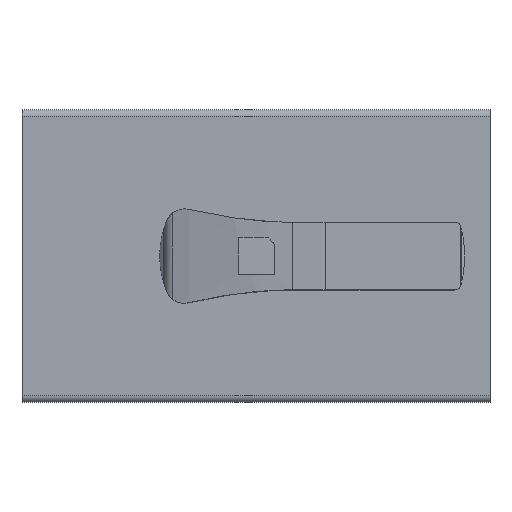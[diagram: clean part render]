
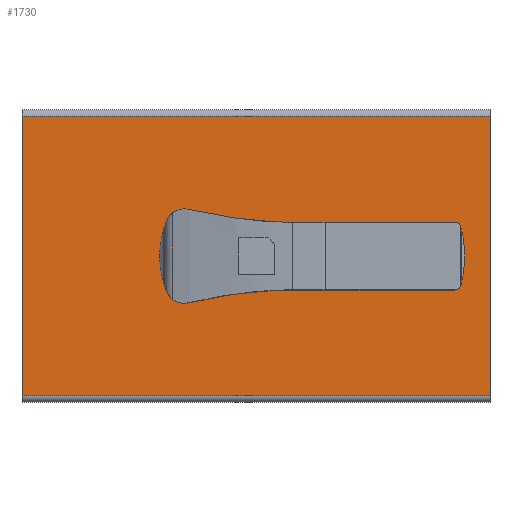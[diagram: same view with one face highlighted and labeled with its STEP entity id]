
A CAD part, top view. The second image highlights one B-rep face of the part: STEP entity #1730.
In plain terms, the highlighted planar face has unit normal (0, 0, 1).
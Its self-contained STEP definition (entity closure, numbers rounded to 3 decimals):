
#1584=CARTESIAN_POINT('',(0.0,-21.5,14.));
#1585=VERTEX_POINT('',#1584);
#1593=CARTESIAN_POINT('',(0.0,21.5,14.));
#1594=VERTEX_POINT('',#1593);
#1595=CARTESIAN_POINT('',(0.0,21.5,14.));
#1596=DIRECTION('',(0.0,-1.0,0.0));
#1597=VECTOR('',#1596,42.999);
#1598=LINE('',#1595,#1597);
#1599=EDGE_CURVE('',#1594,#1585,#1598,.T.);
#1687=CARTESIAN_POINT('',(72.0,21.5,14.));
#1688=VERTEX_POINT('',#1687);
#1689=CARTESIAN_POINT('',(72.0,21.5,14.));
#1690=DIRECTION('',(-1.0,0.0,0.0));
#1691=VECTOR('',#1690,72.0);
#1692=LINE('',#1689,#1691);
#1693=EDGE_CURVE('',#1688,#1594,#1692,.T.);
#1707=CARTESIAN_POINT('',(72.0,21.5,14.));
#1708=DIRECTION('',(0.0,0.0,1.0));
#1709=DIRECTION('',(1.0,0.0,0.0));
#1710=AXIS2_PLACEMENT_3D('',#1707,#1708,#1709);
#1711=PLANE('',#1710);
#1712=CARTESIAN_POINT('',(72.0,-21.5,14.));
#1713=VERTEX_POINT('',#1712);
#1714=CARTESIAN_POINT('',(72.0,-21.5,14.));
#1715=DIRECTION('',(-1.0,0.0,0.0));
#1716=VECTOR('',#1715,72.0);
#1717=LINE('',#1714,#1716);
#1718=EDGE_CURVE('',#1713,#1585,#1717,.T.);
#1719=ORIENTED_EDGE('',*,*,#1718,.F.);
#1720=CARTESIAN_POINT('',(72.0,-21.5,14.));
#1721=DIRECTION('',(0.0,1.0,0.0));
#1722=VECTOR('',#1721,42.999);
#1723=LINE('',#1720,#1722);
#1724=EDGE_CURVE('',#1713,#1688,#1723,.T.);
#1725=ORIENTED_EDGE('',*,*,#1724,.T.);
#1726=ORIENTED_EDGE('',*,*,#1693,.T.);
#1727=ORIENTED_EDGE('',*,*,#1599,.T.);
#1728=EDGE_LOOP('',(#1719,#1725,#1726,#1727));
#1729=FACE_OUTER_BOUND('',#1728,.T.);
#1730=ADVANCED_FACE('',(#1729),#1711,.T.);
